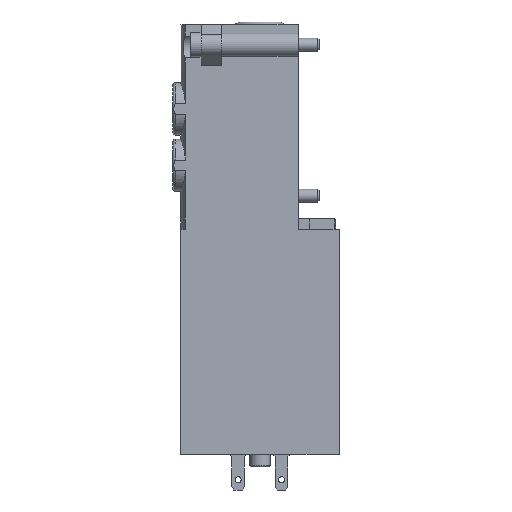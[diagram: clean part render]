
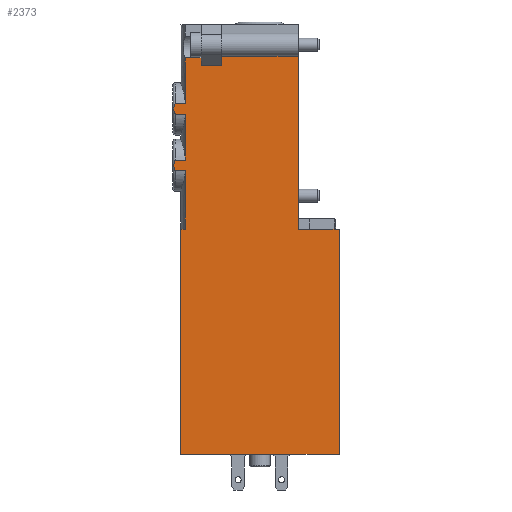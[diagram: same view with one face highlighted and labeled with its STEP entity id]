
A CAD part, left-side view. The second image highlights one B-rep face of the part: STEP entity #2373.
In plain terms, the highlighted planar face has unit normal (-1, 0, 0).
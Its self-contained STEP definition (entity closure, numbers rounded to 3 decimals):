
#31=PLANE('',#2538);
#208=B_SPLINE_CURVE_WITH_KNOTS('',3,(#3468,#3469,#3470,#3471,#3472,#3473,
#3474,#3475,#3476,#3477,#3478,#3479),.UNSPECIFIED.,.F.,.F.,(4,1,1,1,1,1,
1,1,1,4),(0.003,0.004,0.004,0.004,
0.004,0.005,0.005,0.005,
0.005,0.006),.UNSPECIFIED.);
#212=B_SPLINE_CURVE_WITH_KNOTS('',3,(#3528,#3529,#3530,#3531,#3532,#3533,
#3534,#3535,#3536,#3537,#3538,#3539),.UNSPECIFIED.,.F.,.F.,(4,1,1,1,1,1,
1,1,1,4),(0.003,0.004,0.004,0.004,
0.004,0.005,0.005,0.005,
0.005,0.006),.UNSPECIFIED.);
#242=ORIENTED_EDGE('',*,*,#900,.T.);
#243=ORIENTED_EDGE('',*,*,#878,.T.);
#244=ORIENTED_EDGE('',*,*,#887,.F.);
#245=ORIENTED_EDGE('',*,*,#884,.T.);
#246=ORIENTED_EDGE('',*,*,#901,.T.);
#247=ORIENTED_EDGE('',*,*,#889,.T.);
#248=ORIENTED_EDGE('',*,*,#898,.F.);
#249=ORIENTED_EDGE('',*,*,#895,.T.);
#250=ORIENTED_EDGE('',*,*,#902,.T.);
#251=ORIENTED_EDGE('',*,*,#903,.F.);
#252=ORIENTED_EDGE('',*,*,#904,.F.);
#253=ORIENTED_EDGE('',*,*,#905,.F.);
#254=ORIENTED_EDGE('',*,*,#906,.F.);
#255=ORIENTED_EDGE('',*,*,#907,.F.);
#256=ORIENTED_EDGE('',*,*,#908,.F.);
#257=ORIENTED_EDGE('',*,*,#909,.F.);
#258=ORIENTED_EDGE('',*,*,#910,.T.);
#259=ORIENTED_EDGE('',*,*,#911,.F.);
#260=ORIENTED_EDGE('',*,*,#912,.F.);
#261=ORIENTED_EDGE('',*,*,#913,.F.);
#878=EDGE_CURVE('',#1209,#1210,#1443,.F.);
#884=EDGE_CURVE('',#1216,#1215,#1446,.T.);
#887=EDGE_CURVE('',#1216,#1210,#208,.T.);
#889=EDGE_CURVE('',#1218,#1219,#1447,.F.);
#895=EDGE_CURVE('',#1225,#1224,#1450,.T.);
#898=EDGE_CURVE('',#1225,#1219,#212,.T.);
#900=EDGE_CURVE('',#1227,#1209,#1451,.T.);
#901=EDGE_CURVE('',#1215,#1218,#1452,.T.);
#902=EDGE_CURVE('',#1224,#1228,#1453,.T.);
#903=EDGE_CURVE('',#1229,#1228,#1454,.T.);
#904=EDGE_CURVE('',#1230,#1229,#1455,.T.);
#905=EDGE_CURVE('',#1231,#1230,#1456,.T.);
#906=EDGE_CURVE('',#1232,#1231,#1457,.T.);
#907=EDGE_CURVE('',#1233,#1232,#1458,.T.);
#908=EDGE_CURVE('',#1234,#1233,#1459,.T.);
#909=EDGE_CURVE('',#1235,#1234,#1460,.T.);
#910=EDGE_CURVE('',#1235,#1236,#1461,.T.);
#911=EDGE_CURVE('',#1237,#1236,#1462,.T.);
#912=EDGE_CURVE('',#1238,#1237,#1463,.T.);
#913=EDGE_CURVE('',#1227,#1238,#1464,.T.);
#1209=VERTEX_POINT('',#3434);
#1210=VERTEX_POINT('',#3435);
#1215=VERTEX_POINT('',#3461);
#1216=VERTEX_POINT('',#3463);
#1218=VERTEX_POINT('',#3494);
#1219=VERTEX_POINT('',#3495);
#1224=VERTEX_POINT('',#3521);
#1225=VERTEX_POINT('',#3523);
#1227=VERTEX_POINT('',#3554);
#1228=VERTEX_POINT('',#3557);
#1229=VERTEX_POINT('',#3559);
#1230=VERTEX_POINT('',#3561);
#1231=VERTEX_POINT('',#3563);
#1232=VERTEX_POINT('',#3565);
#1233=VERTEX_POINT('',#3567);
#1234=VERTEX_POINT('',#3569);
#1235=VERTEX_POINT('',#3571);
#1236=VERTEX_POINT('',#3573);
#1237=VERTEX_POINT('',#3575);
#1238=VERTEX_POINT('',#3577);
#1443=LINE('',#3433,#1692);
#1446=LINE('',#3462,#1695);
#1447=LINE('',#3493,#1696);
#1450=LINE('',#3522,#1699);
#1451=LINE('',#3553,#1700);
#1452=LINE('',#3555,#1701);
#1453=LINE('',#3556,#1702);
#1454=LINE('',#3558,#1703);
#1455=LINE('',#3560,#1704);
#1456=LINE('',#3562,#1705);
#1457=LINE('',#3564,#1706);
#1458=LINE('',#3566,#1707);
#1459=LINE('',#3568,#1708);
#1460=LINE('',#3570,#1709);
#1461=LINE('',#3572,#1710);
#1462=LINE('',#3574,#1711);
#1463=LINE('',#3576,#1712);
#1464=LINE('',#3578,#1713);
#1692=VECTOR('',#2748,1000.);
#1695=VECTOR('',#2755,1000.);
#1696=VECTOR('',#2764,1000.);
#1699=VECTOR('',#2771,1000.);
#1700=VECTOR('',#2780,1000.);
#1701=VECTOR('',#2781,1000.);
#1702=VECTOR('',#2782,1000.);
#1703=VECTOR('',#2783,1000.);
#1704=VECTOR('',#2784,1000.);
#1705=VECTOR('',#2785,1000.);
#1706=VECTOR('',#2786,1000.);
#1707=VECTOR('',#2787,1000.);
#1708=VECTOR('',#2788,1000.);
#1709=VECTOR('',#2789,1000.);
#1710=VECTOR('',#2790,1000.);
#1711=VECTOR('',#2791,1000.);
#1712=VECTOR('',#2792,1000.);
#1713=VECTOR('',#2793,1000.);
#1949=EDGE_LOOP('',(#242,#243,#244,#245,#246,#247,#248,#249,#250,#251,#252,
#253,#254,#255,#256,#257,#258,#259,#260,#261));
#2146=FACE_BOUND('',#1949,.T.);
#2373=ADVANCED_FACE('',(#2146),#31,.F.);
#2538=AXIS2_PLACEMENT_3D('',#3552,#2778,#2779);
#2748=DIRECTION('',(0.,-1.,0.));
#2755=DIRECTION('',(0.,-1.,0.));
#2764=DIRECTION('',(0.,-1.,0.));
#2771=DIRECTION('',(0.,-1.,0.));
#2778=DIRECTION('',(1.,0.,0.));
#2779=DIRECTION('',(0.,0.,-1.));
#2780=DIRECTION('',(0.,0.,-1.));
#2781=DIRECTION('',(0.,0.,-1.));
#2782=DIRECTION('',(0.,0.,-1.));
#2783=DIRECTION('',(0.,-1.,0.));
#2784=DIRECTION('',(0.,0.,1.));
#2785=DIRECTION('',(0.,1.,0.));
#2786=DIRECTION('',(0.,0.,-1.));
#2787=DIRECTION('',(0.,-1.,0.));
#2788=DIRECTION('',(0.,0.,-1.));
#2789=DIRECTION('',(0.,-1.,0.));
#2790=DIRECTION('',(0.,0.,-1.));
#2791=DIRECTION('',(0.,-1.,0.));
#2792=DIRECTION('',(0.,0.,-1.));
#2793=DIRECTION('',(0.,-1.,0.));
#3433=CARTESIAN_POINT('',(-5.,29.5,26.505));
#3434=CARTESIAN_POINT('',(-5.,30.04,26.505));
#3435=CARTESIAN_POINT('',(-5.,32.,26.505));
#3461=CARTESIAN_POINT('',(-5.,30.04,24.495));
#3462=CARTESIAN_POINT('',(-5.,29.5,24.495));
#3463=CARTESIAN_POINT('',(-5.,32.,24.495));
#3468=CARTESIAN_POINT('',(-5.,32.,24.495));
#3469=CARTESIAN_POINT('',(-5.,32.093,24.495));
#3470=CARTESIAN_POINT('',(-5.,32.197,24.693));
#3471=CARTESIAN_POINT('',(-5.,32.259,24.944));
#3472=CARTESIAN_POINT('',(-5.,32.293,25.221));
#3473=CARTESIAN_POINT('',(-5.,32.303,25.493));
#3474=CARTESIAN_POINT('',(-5.,32.294,25.772));
#3475=CARTESIAN_POINT('',(-5.,32.262,26.047));
#3476=CARTESIAN_POINT('',(-5.,32.205,26.274));
#3477=CARTESIAN_POINT('',(-5.,32.125,26.438));
#3478=CARTESIAN_POINT('',(-5.,32.046,26.505));
#3479=CARTESIAN_POINT('',(-5.,32.,26.505));
#3493=CARTESIAN_POINT('',(-5.,29.5,15.505));
#3494=CARTESIAN_POINT('',(-5.,30.04,15.505));
#3495=CARTESIAN_POINT('',(-5.,32.,15.505));
#3521=CARTESIAN_POINT('',(-5.,30.04,13.495));
#3522=CARTESIAN_POINT('',(-5.,29.5,13.495));
#3523=CARTESIAN_POINT('',(-5.,32.,13.495));
#3528=CARTESIAN_POINT('',(-5.,32.,13.495));
#3529=CARTESIAN_POINT('',(-5.,32.093,13.495));
#3530=CARTESIAN_POINT('',(-5.,32.197,13.693));
#3531=CARTESIAN_POINT('',(-5.,32.259,13.944));
#3532=CARTESIAN_POINT('',(-5.,32.293,14.221));
#3533=CARTESIAN_POINT('',(-5.,32.303,14.493));
#3534=CARTESIAN_POINT('',(-5.,32.294,14.772));
#3535=CARTESIAN_POINT('',(-5.,32.262,15.047));
#3536=CARTESIAN_POINT('',(-5.,32.205,15.274));
#3537=CARTESIAN_POINT('',(-5.,32.125,15.438));
#3538=CARTESIAN_POINT('',(-5.,32.046,15.505));
#3539=CARTESIAN_POINT('',(-5.,32.,15.505));
#3552=CARTESIAN_POINT('',(-5.,0.,0.));
#3553=CARTESIAN_POINT('',(-5.,30.04,82.));
#3554=CARTESIAN_POINT('',(-5.,30.04,35.476));
#3555=CARTESIAN_POINT('',(-5.,30.04,82.));
#3556=CARTESIAN_POINT('',(-5.,30.04,82.));
#3557=CARTESIAN_POINT('',(-5.,30.04,2.));
#3558=CARTESIAN_POINT('',(-5.,0.,2.));
#3559=CARTESIAN_POINT('',(-5.,31.,2.));
#3560=CARTESIAN_POINT('',(-5.,31.,-42.));
#3561=CARTESIAN_POINT('',(-5.,31.,-42.));
#3562=CARTESIAN_POINT('',(-5.,0.,-42.));
#3563=CARTESIAN_POINT('',(-5.,0.,-42.));
#3564=CARTESIAN_POINT('',(-5.,0.,2.));
#3565=CARTESIAN_POINT('',(-5.,0.,2.));
#3566=CARTESIAN_POINT('',(-5.,8.,2.));
#3567=CARTESIAN_POINT('',(-5.,8.,2.));
#3568=CARTESIAN_POINT('',(-5.,8.,42.));
#3569=CARTESIAN_POINT('',(-5.,8.,36.373));
#3570=CARTESIAN_POINT('',(-5.,3.9,36.373));
#3571=CARTESIAN_POINT('',(-5.,23.,36.373));
#3572=CARTESIAN_POINT('',(-5.,23.,42.05));
#3573=CARTESIAN_POINT('',(-5.,23.,34.05));
#3574=CARTESIAN_POINT('',(-5.,27.,34.05));
#3575=CARTESIAN_POINT('',(-5.,27.,34.05));
#3576=CARTESIAN_POINT('',(-5.,27.,42.05));
#3577=CARTESIAN_POINT('',(-5.,27.,35.476));
#3578=CARTESIAN_POINT('',(-5.,32.,35.476));
